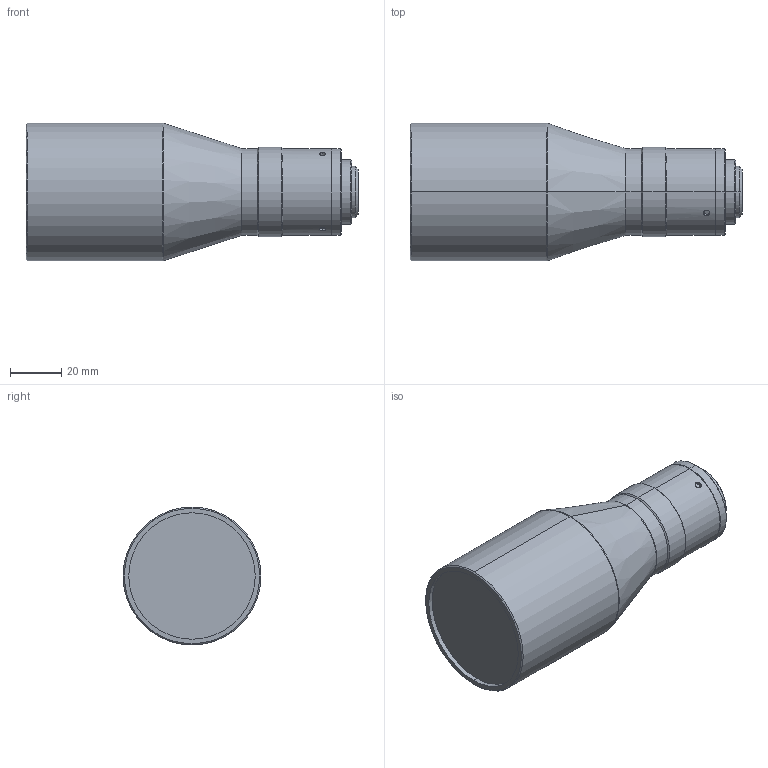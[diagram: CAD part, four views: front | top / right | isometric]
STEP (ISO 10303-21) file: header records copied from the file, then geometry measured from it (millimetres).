
FILE_DESCRIPTION (( 'STEP AP203' ), '1' );
FILE_NAME ('DTCM125-36.STEP', '2019-11-13T03:27:55', ( 'Windows 蚚誧' ), ( '' ), 'SwSTEP 2.0', 'SolidWorks 2017', '' );
FILE_SCHEMA (( 'CONFIG_CONTROL_DESIGN' ));
Length unit declared in the file: millimetre
Products named in the file (1): DTCM125-36
Bounding box: 129.94 x 54 x 54 mm (x, y, z)
Volume: 205211.3 mm3; surface area: 21973.2 mm2
Topology: 1 solids, 1 shells, 67 faces, 138 edges, 83 vertices
Faces by surface type: cylinder 25, cone 22, plane 10, bspline 8, torus 2
Entity records: 2473 total; most frequent: CARTESIAN_POINT 979, DIRECTION 314, ORIENTED_EDGE 272, EDGE_CURVE 136, AXIS2_PLACEMENT_3D 132, VERTEX_POINT 83, EDGE_LOOP 79, CIRCLE 72
